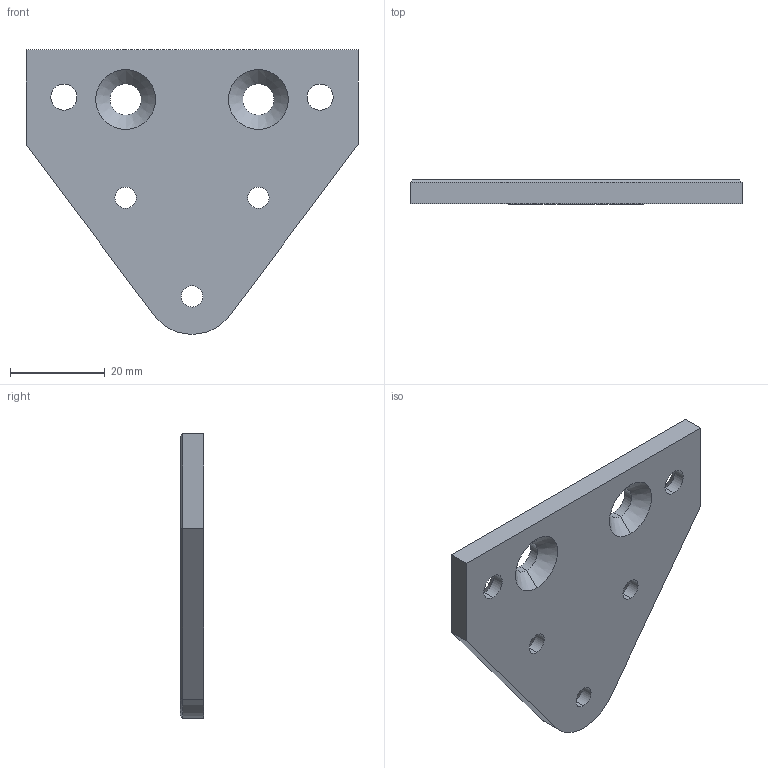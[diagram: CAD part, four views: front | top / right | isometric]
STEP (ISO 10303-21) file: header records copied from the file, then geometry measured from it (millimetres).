
FILE_DESCRIPTION (( 'STEP AP214' ), '1' );
FILE_NAME ('support_porte_roulement.STEP', '2023-05-15T10:17:57', ( '' ), ( '' ), 'SwSTEP 2.0', 'SolidWorks 2023', '' );
FILE_SCHEMA (( 'AUTOMOTIVE_DESIGN' ));
Length unit declared in the file: millimetre
Products named in the file (1): support_porte_roulement
Bounding box: 70 x 5 x 60 mm (x, y, z)
Volume: 13567 mm3; surface area: 7157.8 mm2
Topology: 1 solids, 1 shells, 44 faces, 105 edges, 63 vertices
Faces by surface type: cone 16, cylinder 16, plane 12
Entity records: 1320 total; most frequent: DIRECTION 243, CARTESIAN_POINT 213, ORIENTED_EDGE 210, EDGE_CURVE 105, AXIS2_PLACEMENT_3D 93, VERTEX_POINT 63, EDGE_LOOP 58, LINE 57
